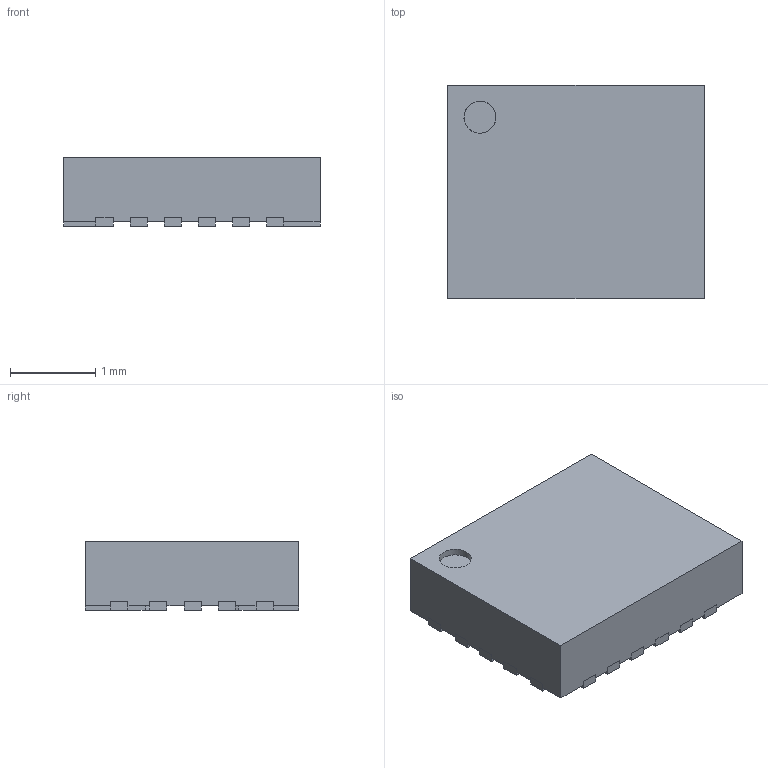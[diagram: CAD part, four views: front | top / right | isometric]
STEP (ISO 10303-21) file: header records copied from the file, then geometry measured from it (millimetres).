
FILE_DESCRIPTION(/* description */ (''),/* implementation_level */ '2;1');
FILE_NAME(/* name */ 'TI-WQFN-HR-16-RYK',/* time_stamp */ '2023-06-28T14:16:24+02:00',/* author */ (''),/* organization */ (''),/* preprocessor_version */ 'ST-DEVELOPER v16.5',/* originating_system */ '',/* authorisation */ '');
FILE_SCHEMA (('AUTOMOTIVE_DESIGN'));
Length unit declared in the file: millimetre
Products named in the file (1): Document
Bounding box: 3 x 2.5 x 0.8 mm (x, y, z)
Volume: 5.7 mm3; surface area: 31.6 mm2
Topology: 19 solids, 19 shells, 206 faces, 501 edges, 334 vertices
Faces by surface type: plane 177, cylinder 29
Full cylindrical faces by diameter (mm): 0.375 x1
Entity records: 5364 total; most frequent: CARTESIAN_POINT 1880, ORIENTED_EDGE 1002, EDGE_CURVE 501, VERTEX_POINT 334, DIRECTION 210, AXIS2_PLACEMENT_3D 208, EDGE_LOOP 207, ADVANCED_FACE 206
